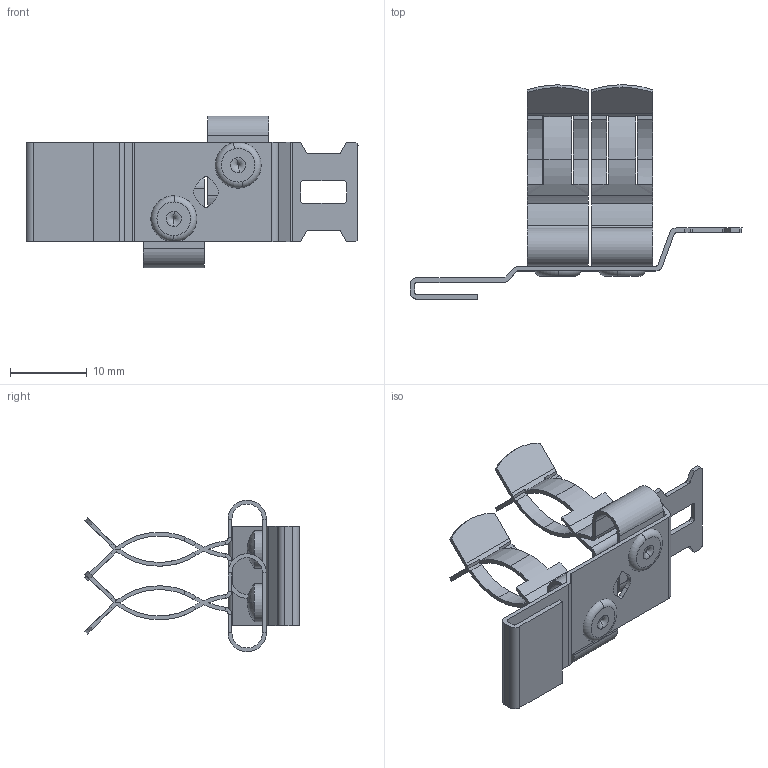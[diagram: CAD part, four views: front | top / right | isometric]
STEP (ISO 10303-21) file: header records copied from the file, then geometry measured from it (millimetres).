
FILE_DESCRIPTION (( 'STEP AP214' ), '1' );
FILE_NAME ('1025-034.STEP', '2021-06-23T08:35:10', ( '' ), ( '' ), 'SwSTEP 2.0', 'SolidWorks 2020', '' );
FILE_SCHEMA (( 'AUTOMOTIVE_DESIGN' ));
Length unit declared in the file: millimetre
Products named in the file (1): 1025-034
Bounding box: 43.35 x 27.98 x 19.8 mm (x, y, z)
Volume: 985.5 mm3; surface area: 3750.3 mm2
Topology: 5 solids, 5 shells, 458 faces, 1244 edges, 796 vertices
Faces by surface type: plane 329, cylinder 117, torus 8, sphere 4
Entity records: 19410 total; most frequent: CARTESIAN_POINT 2495, ORIENTED_EDGE 2480, DIRECTION 2444, EDGE_CURVE 1240, LINE 954, VECTOR 954, VERTEX_POINT 796, AXIS2_PLACEMENT_3D 745
